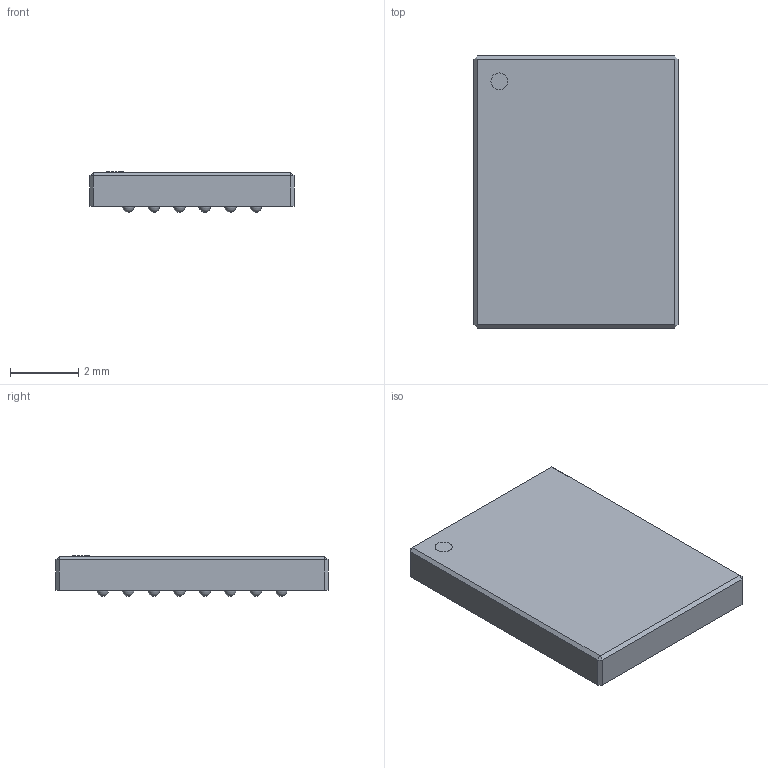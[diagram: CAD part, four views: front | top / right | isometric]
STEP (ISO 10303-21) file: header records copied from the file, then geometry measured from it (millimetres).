
FILE_DESCRIPTION(('FreeCAD Model'),'2;1');
FILE_NAME('Compound.step','2018-05-26T15:41:47',( 'kicad StepUp'),('ksu MCAD'),'Open CASCADE STEP processor 6.8', 'FreeCAD','Unknown');
FILE_SCHEMA(('AUTOMOTIVE_DESIGN_CC2 { 1 2 10303 214 -1 1 5 4 }'));
Length unit declared in the file: millimetre
Products named in the file (1): Compound
Bounding box: 6 x 8 x 1.2 mm (x, y, z)
Volume: 48.7 mm3; surface area: 136.5 mm2
Topology: 38 solids, 38 shells, 57 faces, 147 edges, 94 vertices
Faces by surface type: sphere 36, plane 20, cylinder 1
Full cylindrical faces by diameter (mm): 0.5 x1
Entity records: 1342 total; most frequent: DIRECTION 157, CARTESIAN_POINT 155, ORIENTED_EDGE 78, AXIS2_PLACEMENT_3D 60, VERTEX_POINT 58, ADVANCED_FACE 57, FACE_BOUND 57, STYLED_ITEM 57
